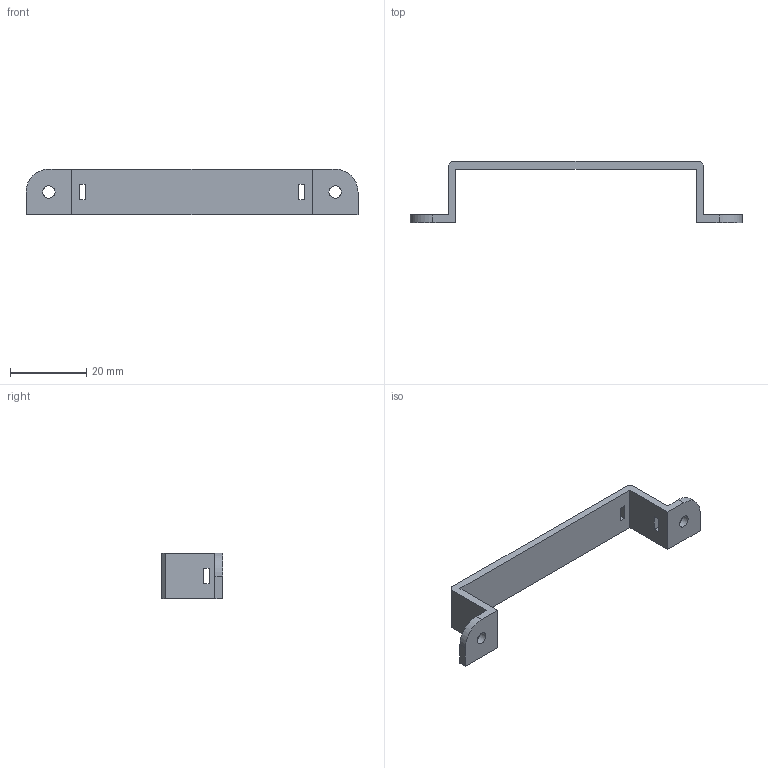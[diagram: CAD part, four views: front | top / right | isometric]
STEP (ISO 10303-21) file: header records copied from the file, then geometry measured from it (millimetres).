
FILE_DESCRIPTION(('FreeCAD Model'),'2;1');
FILE_NAME( 'Bracket_BatteryHolder-4xAA.step', '2014-10-21T16:51:24',('FreeCAD'),('FreeCAD'), 'Open CASCADE STEP processor 6.5','FreeCAD','Unknown');
FILE_SCHEMA(('AUTOMOTIVE_DESIGN_CC2 { 1 2 10303 214 -1 1 5 4 }'));
Length unit declared in the file: millimetre
Products named in the file (1): Bracket_BatteryHolder-4xAA
Bounding box: 87 x 16 x 12 mm (x, y, z)
Volume: 2636.9 mm3; surface area: 3258.8 mm2
Topology: 1 solids, 1 shells, 36 faces, 104 edges, 70 vertices
Faces by surface type: plane 32, cylinder 4
Full cylindrical faces by diameter (mm): 3.2 x2
Entity records: 2537 total; most frequent: CARTESIAN_POINT 491, DIRECTION 346, LINE 248, VECTOR 248, ORIENTED_EDGE 208, PCURVE 208, DEFINITIONAL_REPRESENTATION 208, EDGE_CURVE 104
